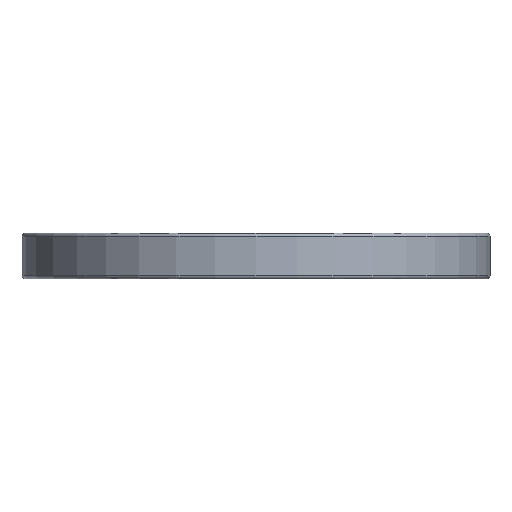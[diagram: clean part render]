
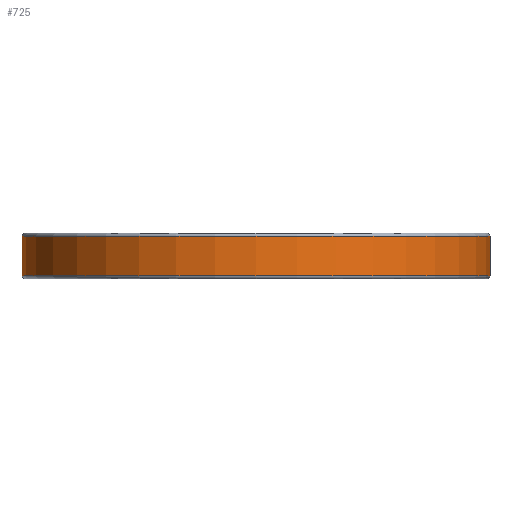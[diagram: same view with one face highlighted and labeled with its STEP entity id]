
A CAD part, front view. The second image highlights one B-rep face of the part: STEP entity #725.
In plain terms, the highlighted cylindrical face has radius 142.5 mm (diameter 285 mm), a full revolution.
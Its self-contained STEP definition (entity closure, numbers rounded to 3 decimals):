
#160=CYLINDRICAL_SURFACE('',#769,142.5);
#179=FACE_BOUND('',#243,.T.);
#203=FACE_OUTER_BOUND('',#242,.T.);
#242=EDGE_LOOP('',(#517));
#243=EDGE_LOOP('',(#518));
#302=CIRCLE('',#767,142.5);
#304=CIRCLE('',#770,142.5);
#341=VERTEX_POINT('',#1068);
#343=VERTEX_POINT('',#1073);
#412=EDGE_CURVE('',#341,#341,#302,.T.);
#414=EDGE_CURVE('',#343,#343,#304,.T.);
#517=ORIENTED_EDGE('',*,*,#414,.F.);
#518=ORIENTED_EDGE('',*,*,#412,.F.);
#725=ADVANCED_FACE('',(#203,#179),#160,.T.);
#767=AXIS2_PLACEMENT_3D('',#1069,#848,#849);
#769=AXIS2_PLACEMENT_3D('',#1072,#852,#853);
#770=AXIS2_PLACEMENT_3D('',#1074,#854,#855);
#848=DIRECTION('center_axis',(0.,0.,-1.));
#849=DIRECTION('ref_axis',(-1.,0.,0.));
#852=DIRECTION('center_axis',(0.,0.,1.));
#853=DIRECTION('ref_axis',(-1.,0.,0.));
#854=DIRECTION('center_axis',(0.,0.,1.));
#855=DIRECTION('ref_axis',(-1.,0.,0.));
#1068=CARTESIAN_POINT('',(142.5,0.,2.));
#1069=CARTESIAN_POINT('Origin',(0.,0.,2.));
#1072=CARTESIAN_POINT('Origin',(0.,0.,0.));
#1073=CARTESIAN_POINT('',(142.5,0.,26.));
#1074=CARTESIAN_POINT('Origin',(0.,0.,26.));
